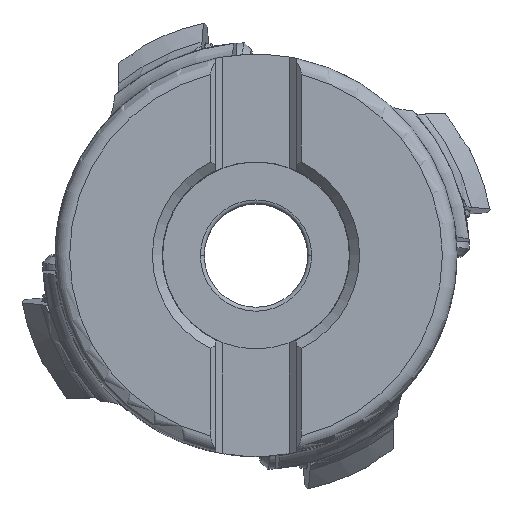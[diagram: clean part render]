
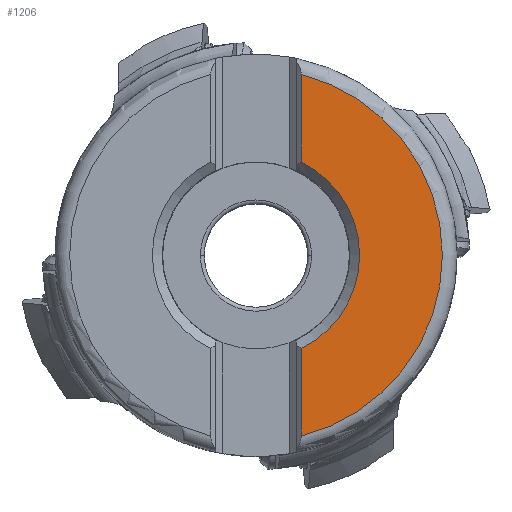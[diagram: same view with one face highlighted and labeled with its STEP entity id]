
A CAD part, top view. The second image highlights one B-rep face of the part: STEP entity #1206.
In plain terms, the highlighted planar face has unit normal (0, 0, 1).
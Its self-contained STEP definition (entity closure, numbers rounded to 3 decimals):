
#530=FACE_OUTER_BOUND('',#1691,.T.);
#1206=ADVANCED_FACE('',(#530),#1423,.T.);
#1423=PLANE('',#7458);
#1691=EDGE_LOOP('',(#3611,#3612,#3613,#3614,#3615));
#2076=CIRCLE('',#7434,19.);
#2083=CIRCLE('',#7456,10.56);
#2084=CIRCLE('',#7457,10.56);
#3611=ORIENTED_EDGE('',*,*,#5909,.F.);
#3612=ORIENTED_EDGE('',*,*,#5910,.F.);
#3613=ORIENTED_EDGE('',*,*,#5911,.F.);
#3614=ORIENTED_EDGE('',*,*,#5912,.F.);
#3615=ORIENTED_EDGE('',*,*,#5860,.F.);
#4935=VERTEX_POINT('',#13470);
#4936=VERTEX_POINT('',#13472);
#4970=VERTEX_POINT('',#13700);
#4971=VERTEX_POINT('',#13704);
#4972=VERTEX_POINT('',#13706);
#5860=EDGE_CURVE('',#4935,#4936,#2076,.T.);
#5909=EDGE_CURVE('',#4970,#4935,#6474,.T.);
#5910=EDGE_CURVE('',#4971,#4970,#2083,.T.);
#5911=EDGE_CURVE('',#4972,#4971,#2084,.T.);
#5912=EDGE_CURVE('',#4936,#4972,#6475,.T.);
#6474=LINE('',#13701,#6742);
#6475=LINE('',#13707,#6743);
#6742=VECTOR('',#8976,1.);
#6743=VECTOR('',#8983,1.);
#7434=AXIS2_PLACEMENT_3D('',#13471,#8908,#8909);
#7456=AXIS2_PLACEMENT_3D('',#13703,#8979,#8980);
#7457=AXIS2_PLACEMENT_3D('',#13705,#8981,#8982);
#7458=AXIS2_PLACEMENT_3D('',#13708,#8984,#8985);
#8908=DIRECTION('',(0.,0.,-1.));
#8909=DIRECTION('',(0.243,0.97,0.));
#8976=DIRECTION('',(0.,1.,0.));
#8979=DIRECTION('',(0.,0.,1.));
#8980=DIRECTION('',(1.,0.,0.));
#8981=DIRECTION('',(0.,0.,1.));
#8982=DIRECTION('',(0.438,-0.899,0.));
#8983=DIRECTION('',(0.,1.,0.));
#8984=DIRECTION('',(0.,0.,1.));
#8985=DIRECTION('',(-1.,0.,0.));
#13470=CARTESIAN_POINT('',(4.62,18.43,0.));
#13471=CARTESIAN_POINT('',(0.,0.,0.));
#13472=CARTESIAN_POINT('',(4.62,-18.43,0.));
#13700=CARTESIAN_POINT('',(4.62,9.496,0.));
#13701=CARTESIAN_POINT('',(4.62,9.496,0.));
#13703=CARTESIAN_POINT('',(0.,0.,0.));
#13704=CARTESIAN_POINT('',(10.56,0.,0.));
#13705=CARTESIAN_POINT('',(0.,0.,0.));
#13706=CARTESIAN_POINT('',(4.62,-9.496,0.));
#13707=CARTESIAN_POINT('',(4.62,-18.43,0.));
#13708=CARTESIAN_POINT('',(11.81,0.,0.));
